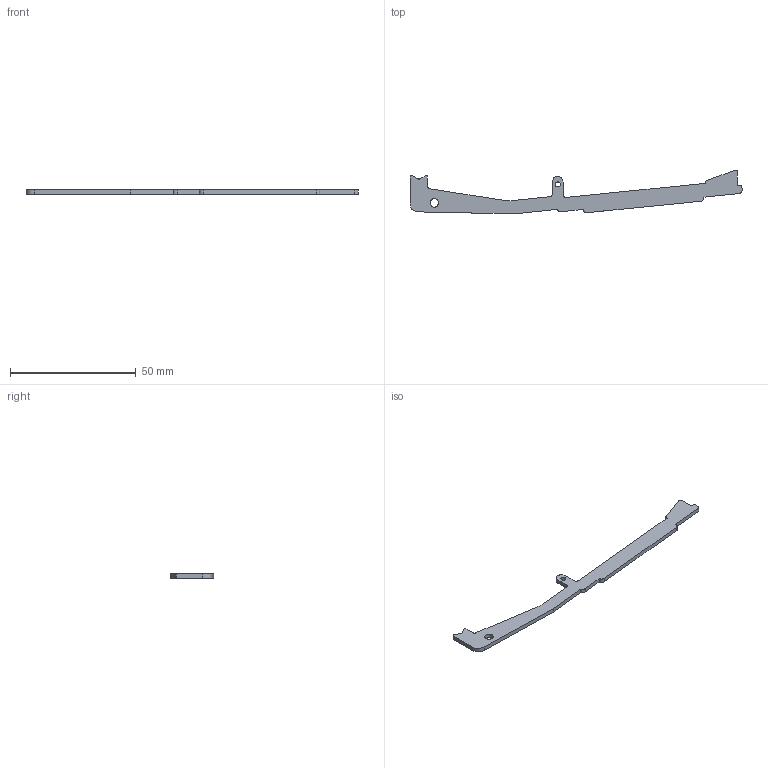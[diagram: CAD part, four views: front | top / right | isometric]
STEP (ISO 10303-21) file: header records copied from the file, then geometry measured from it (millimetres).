
FILE_DESCRIPTION(/* description */ (''),/* implementation_level */ '2;1');
FILE_NAME(/* name */ 'Trigger v6.step',/* time_stamp */ '2022-01-06T09:52:18-05:00',/* author */ (''),/* organization */ (''),/* preprocessor_version */ 'ST-DEVELOPER v18.1',/* originating_system */ 'Autodesk Translation Framework v10.10.0.1391',/* authorisation */ '');
FILE_SCHEMA (('AUTOMOTIVE_DESIGN { 1 0 10303 214 3 1 1 }'));
Length unit declared in the file: millimetre
Products named in the file (1): Trigger
Bounding box: 132.2 x 17.43 x 1.7 mm (x, y, z)
Volume: 1618 mm3; surface area: 2458.1 mm2
Topology: 1 solids, 1 shells, 40 faces, 114 edges, 76 vertices
Faces by surface type: plane 21, bspline 17, cylinder 2
Full cylindrical faces by diameter (mm): 2 x1, 3.4 x1
Entity records: 2122 total; most frequent: CARTESIAN_POINT 1200, ORIENTED_EDGE 228, DIRECTION 132, EDGE_CURVE 114, LINE 76, VECTOR 76, VERTEX_POINT 76, EDGE_LOOP 44
